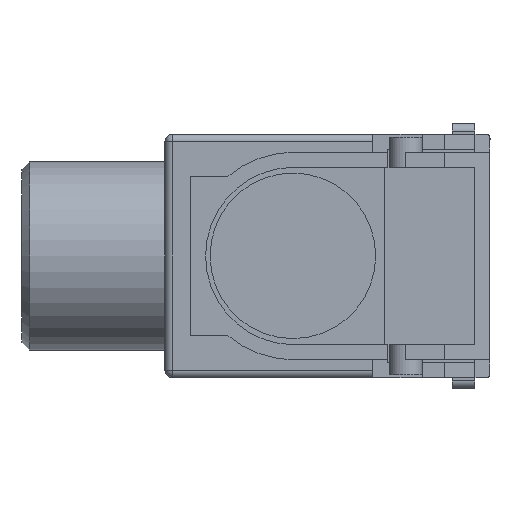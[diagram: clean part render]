
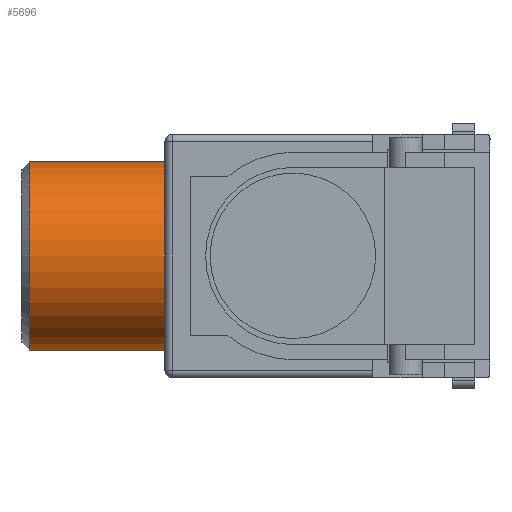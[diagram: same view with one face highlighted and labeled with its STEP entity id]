
A CAD part, front view. The second image highlights one B-rep face of the part: STEP entity #5696.
In plain terms, the highlighted cylindrical face has radius 6.25 mm (diameter 12.5 mm), a partial arc.
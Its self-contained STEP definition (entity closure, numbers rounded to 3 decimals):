
#1634=CARTESIAN_POINT('',(-13.6,17.6,-14.342));
#1635=DIRECTION('',(1.,0.,0.));
#1636=DIRECTION('',(0.,0.,1.));
#1637=AXIS2_PLACEMENT_3D('',#1634,#1635,#1636);
#1644=DIRECTION('',(-1.,0.,0.));
#1645=VECTOR('',#1644,9.);
#1646=CARTESIAN_POINT('',(-13.6,17.6,-8.092));
#1647=LINE('',#1646,#1645);
#1648=DIRECTION('',(-1.,0.,0.));
#1649=VECTOR('',#1648,9.);
#1650=CARTESIAN_POINT('',(-13.6,17.6,-20.592));
#1651=LINE('',#1650,#1649);
#1681=CARTESIAN_POINT('',(-22.6,17.6,-14.342));
#1682=DIRECTION('',(-1.,0.,0.));
#1683=DIRECTION('',(0.,0.,-1.));
#1684=AXIS2_PLACEMENT_3D('',#1681,#1682,#1683);
#3552=CARTESIAN_POINT('',(-13.6,17.6,-20.592));
#3553=CARTESIAN_POINT('',(-22.6,17.6,-20.592));
#3554=VERTEX_POINT('',#3552);
#3555=VERTEX_POINT('',#3553);
#3556=CARTESIAN_POINT('',(-13.6,17.6,-8.092));
#3557=CARTESIAN_POINT('',(-22.6,17.6,-8.092));
#3558=VERTEX_POINT('',#3556);
#3559=VERTEX_POINT('',#3557);
#5682=CARTESIAN_POINT('',(-13.,17.6,-14.342));
#5683=DIRECTION('',(-1.,0.,0.));
#5684=DIRECTION('',(0.,0.,-1.));
#5685=AXIS2_PLACEMENT_3D('',#5682,#5683,#5684);
#5686=CYLINDRICAL_SURFACE('',#5685,6.25);
#5687=ORIENTED_EDGE('',*,*,#5675,.T.);
#5689=ORIENTED_EDGE('',*,*,#5688,.T.);
#5691=ORIENTED_EDGE('',*,*,#5690,.T.);
#5693=ORIENTED_EDGE('',*,*,#5692,.F.);
#5694=EDGE_LOOP('',(#5687,#5689,#5691,#5693));
#5695=FACE_OUTER_BOUND('',#5694,.F.);
#5696=ADVANCED_FACE('',(#5695),#5686,.T.);
#1638=CIRCLE('',#1637,6.25);
#1685=CIRCLE('',#1684,6.25);
#5675=EDGE_CURVE('',#3558,#3554,#1638,.T.);
#5688=EDGE_CURVE('',#3554,#3555,#1651,.T.);
#5690=EDGE_CURVE('',#3555,#3559,#1685,.T.);
#5692=EDGE_CURVE('',#3558,#3559,#1647,.T.);
